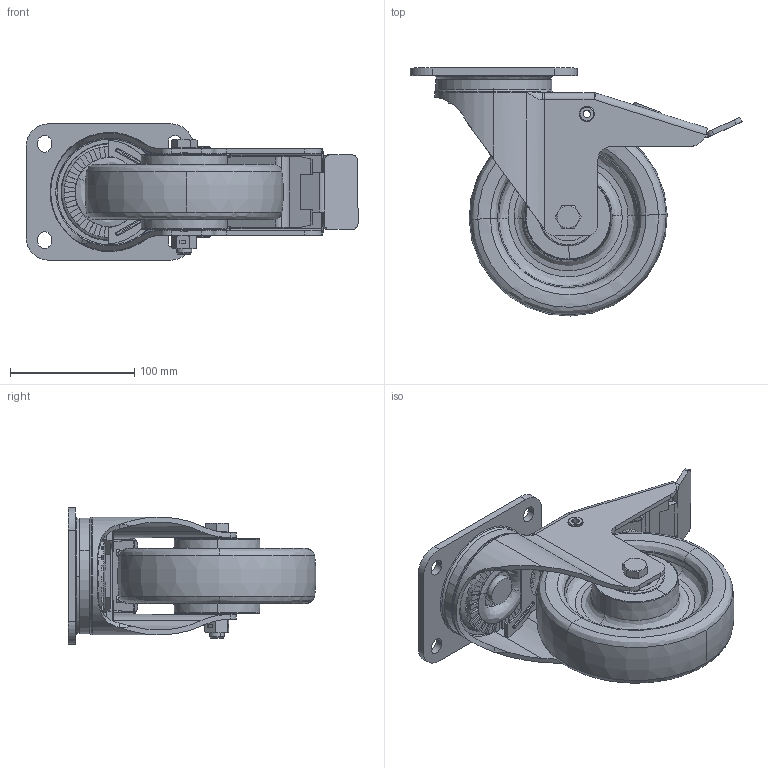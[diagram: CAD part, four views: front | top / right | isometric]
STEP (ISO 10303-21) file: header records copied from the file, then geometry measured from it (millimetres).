
FILE_DESCRIPTION (( 'STEP AP214' ), '1' );
FILE_NAME ('0033408BL.step', '2022-08-10T11:24:08', ( '' ), ( '' ), 'SwSTEP 2.0', 'SolidWorks 2020', '' );
FILE_SCHEMA (( 'AUTOMOTIVE_DESIGN' ));
Length unit declared in the file: millimetre
Products named in the file (1): 0033408BL
Bounding box: 267.63 x 199.84 x 110 mm (x, y, z)
Volume: 1038997.2 mm3; surface area: 364021 mm2
Topology: 30 solids, 30 shells, 1590 faces, 4033 edges, 2554 vertices
Faces by surface type: plane 829, cylinder 394, bspline 263, cone 64, torus 40
Entity records: 79334 total; most frequent: CARTESIAN_POINT 24479, ORIENTED_EDGE 8058, DIRECTION 7350, EDGE_CURVE 4029, AXIS2_PLACEMENT_3D 2608, VERTEX_POINT 2554, VECTOR 2134, LINE 2134
